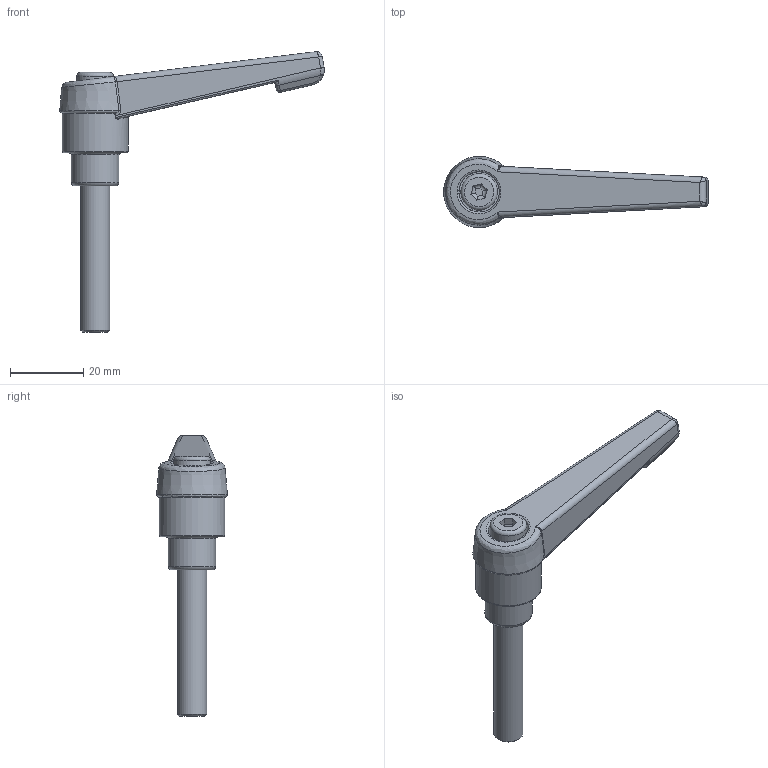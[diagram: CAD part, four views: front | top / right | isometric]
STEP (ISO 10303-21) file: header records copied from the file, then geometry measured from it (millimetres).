
FILE_DESCRIPTION((''),'2;1');
FILE_NAME('AR3622.stp','2022-02-03T11:32:53',('arma01'),(''),'Autodesk Inventor 2013','Autodesk Inventor 2013','');
FILE_SCHEMA(('AUTOMOTIVE_DESIGN { 1 0 10303 214 1 1 1 1 }'));
Length unit declared in the file: millimetre
Products named in the file (3): AR3622; AR3622 I
Assembly tree (2 placements, depth 2):
  AR3622
    AR3622
    AR3622 I
Bounding box: 72.27 x 19.41 x 76.66 mm (x, y, z)
Volume: 11856.6 mm3; surface area: 7240.4 mm2
Topology: 2 solids, 2 shells, 131 faces, 301 edges, 172 vertices
Faces by surface type: bspline 48, cylinder 40, plane 30, torus 7, sphere 4, cone 2
Full cylindrical faces by diameter (mm): 8 x2, 10 x1, 11 x1, 13 x1, 18 x1
Entity records: 4767 total; most frequent: CARTESIAN_POINT 2013, ORIENTED_EDGE 562, DIRECTION 522, EDGE_CURVE 281, AXIS2_PLACEMENT_3D 218, VERTEX_POINT 170, EDGE_LOOP 149, FACE_OUTER_BOUND 131
